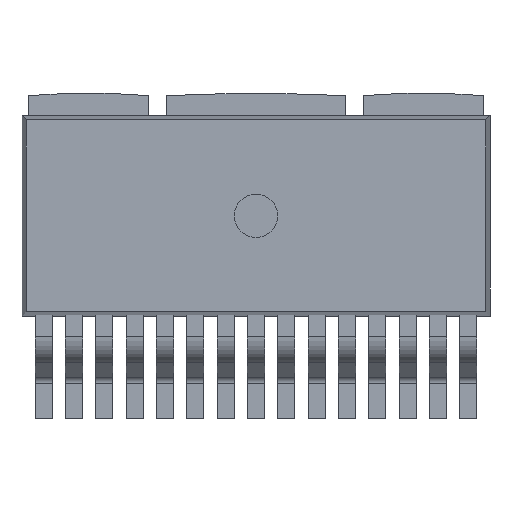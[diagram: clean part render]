
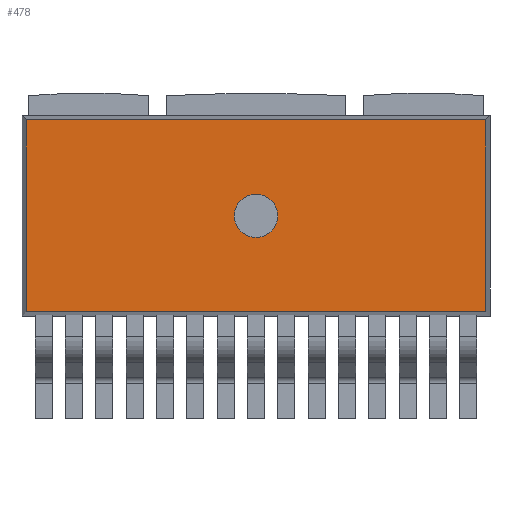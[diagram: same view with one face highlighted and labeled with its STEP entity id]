
A CAD part, top view. The second image highlights one B-rep face of the part: STEP entity #478.
In plain terms, the highlighted planar face has unit normal (0, 0, 1).
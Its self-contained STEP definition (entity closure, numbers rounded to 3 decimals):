
#460 = EDGE_CURVE ( 'NONE', #467, #466, #3889, .T. ) ;
#461 = EDGE_LOOP ( 'NONE', ( #473, #479 ) ) ;
#462 = ORIENTED_EDGE ( 'NONE', *, *, #463, .F. ) ;
#463 = EDGE_CURVE ( 'NONE', #471, #467, #3885, .T. ) ;
#465 = EDGE_CURVE ( 'NONE', #466, #469, #3881, .T. ) ;
#466 = VERTEX_POINT ( 'NONE', #3877 ) ;
#467 = VERTEX_POINT ( 'NONE', #3876 ) ;
#468 = ORIENTED_EDGE ( 'NONE', *, *, #460, .F. ) ;
#469 = VERTEX_POINT ( 'NONE', #3875 ) ;
#470 = EDGE_CURVE ( 'NONE', #469, #471, #3874, .T. ) ;
#471 = VERTEX_POINT ( 'NONE', #3870 ) ;
#472 = ORIENTED_EDGE ( 'NONE', *, *, #465, .F. ) ;
#473 = ORIENTED_EDGE ( 'NONE', *, *, #487, .T. ) ;
#475 = ORIENTED_EDGE ( 'NONE', *, *, #470, .F. ) ;
#477 = EDGE_LOOP ( 'NONE', ( #475, #472, #468, #462 ) ) ;
#478 = ADVANCED_FACE ( 'NONE', ( #3869, #3868 ), #3914, .T. ) ;
#479 = ORIENTED_EDGE ( 'NONE', *, *, #1459, .T. ) ;
#487 = EDGE_CURVE ( 'NONE', #1461, #1460, #3935, .T. ) ;
#1459 = EDGE_CURVE ( 'NONE', #1460, #1461, #6965, .T. ) ;
#1460 = VERTEX_POINT ( 'NONE', #6956 ) ;
#1461 = VERTEX_POINT ( 'NONE', #6955 ) ;
#3868 = FACE_BOUND ( 'NONE', #461, .T. ) ;
#3869 = FACE_OUTER_BOUND ( 'NONE', #477, .T. ) ;
#3870 = CARTESIAN_POINT ( 'NONE',  ( 10.6, -4.425, 4.45 ) ) ;
#3871 = DIRECTION ( 'NONE',  ( 0., -1., 0. ) ) ;
#3872 = VECTOR ( 'NONE', #3871, 1000. ) ;
#3873 = CARTESIAN_POINT ( 'NONE',  ( 10.6, 0., 4.45 ) ) ;
#3874 = LINE ( 'NONE', #3873, #3872 ) ;
#3875 = CARTESIAN_POINT ( 'NONE',  ( 10.6, 4.425, 4.45 ) ) ;
#3876 = CARTESIAN_POINT ( 'NONE',  ( -10.6, -4.425, 4.45 ) ) ;
#3877 = CARTESIAN_POINT ( 'NONE',  ( -10.6, 4.425, 4.45 ) ) ;
#3878 = DIRECTION ( 'NONE',  ( 1., 0., 0. ) ) ;
#3879 = VECTOR ( 'NONE', #3878, 1000. ) ;
#3880 = CARTESIAN_POINT ( 'NONE',  ( 0., 4.425, 4.45 ) ) ;
#3881 = LINE ( 'NONE', #3880, #3879 ) ;
#3882 = DIRECTION ( 'NONE',  ( -1., 0., 0. ) ) ;
#3883 = VECTOR ( 'NONE', #3882, 1000. ) ;
#3884 = CARTESIAN_POINT ( 'NONE',  ( 0., -4.425, 4.45 ) ) ;
#3885 = LINE ( 'NONE', #3884, #3883 ) ;
#3886 = DIRECTION ( 'NONE',  ( 0., 1., 0. ) ) ;
#3887 = VECTOR ( 'NONE', #3886, 1000. ) ;
#3888 = CARTESIAN_POINT ( 'NONE',  ( -10.6, 0., 4.45 ) ) ;
#3889 = LINE ( 'NONE', #3888, #3887 ) ;
#3910 = DIRECTION ( 'NONE',  ( 1., 0., 0. ) ) ;
#3911 = DIRECTION ( 'NONE',  ( 0., 0., 1. ) ) ;
#3912 = CARTESIAN_POINT ( 'NONE',  ( 0., 0., 4.45 ) ) ;
#3913 = AXIS2_PLACEMENT_3D ( 'NONE', #3912, #3911, #3910 ) ;
#3914 = PLANE ( 'NONE',  #3913 ) ;
#3931 = DIRECTION ( 'NONE',  ( -1., 0., 0. ) ) ;
#3932 = DIRECTION ( 'NONE',  ( 0., 0., -1. ) ) ;
#3933 = CARTESIAN_POINT ( 'NONE',  ( 0., 0., 4.45 ) ) ;
#3934 = AXIS2_PLACEMENT_3D ( 'NONE', #3933, #3932, #3931 ) ;
#3935 = CIRCLE ( 'NONE', #3934, 1. ) ;
#6955 = CARTESIAN_POINT ( 'NONE',  ( -1., 0., 4.45 ) ) ;
#6956 = CARTESIAN_POINT ( 'NONE',  ( 1., 0., 4.45 ) ) ;
#6957 = DIRECTION ( 'NONE',  ( -1., 0., 0. ) ) ;
#6958 = DIRECTION ( 'NONE',  ( 0., 0., -1. ) ) ;
#6959 = CARTESIAN_POINT ( 'NONE',  ( 0., 0., 4.45 ) ) ;
#6960 = AXIS2_PLACEMENT_3D ( 'NONE', #6959, #6958, #6957 ) ;
#6965 = CIRCLE ( 'NONE', #6960, 1. ) ;
